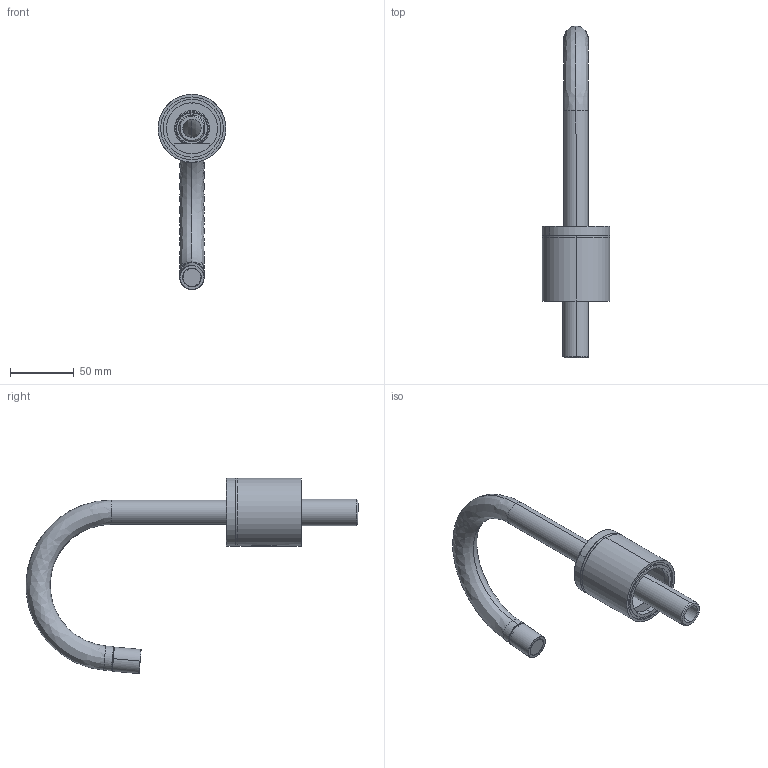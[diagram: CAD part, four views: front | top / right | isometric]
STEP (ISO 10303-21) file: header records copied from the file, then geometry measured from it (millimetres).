
FILE_DESCRIPTION (( 'STEP AP203' ), '1' );
FILE_NAME ('Gooseneck Glow.STEP', '2021-08-24T02:01:08', ( '' ), ( '' ), 'SwSTEP 2.0', 'SolidWorks 2021', '' );
FILE_SCHEMA (( 'CONFIG_CONTROL_DESIGN' ));
Length unit declared in the file: millimetre
Products named in the file (1): Gooseneck Glow
Bounding box: 53 x 259.49 x 152.55 mm (x, y, z)
Surface area: 83300.3 mm2 (no closed solid volume)
Topology: 0 solids, 14 shells, 340 faces, 798 edges, 492 vertices
Faces by surface type: cylinder 127, plane 104, cone 45, bspline 37, torus 17, sphere 10
Entity records: 17192 total; most frequent: CARTESIAN_POINT 9733, ORIENTED_EDGE 1572, DIRECTION 1481, EDGE_CURVE 788, AXIS2_PLACEMENT_3D 595, VERTEX_POINT 492, EDGE_LOOP 374, FACE_OUTER_BOUND 340
